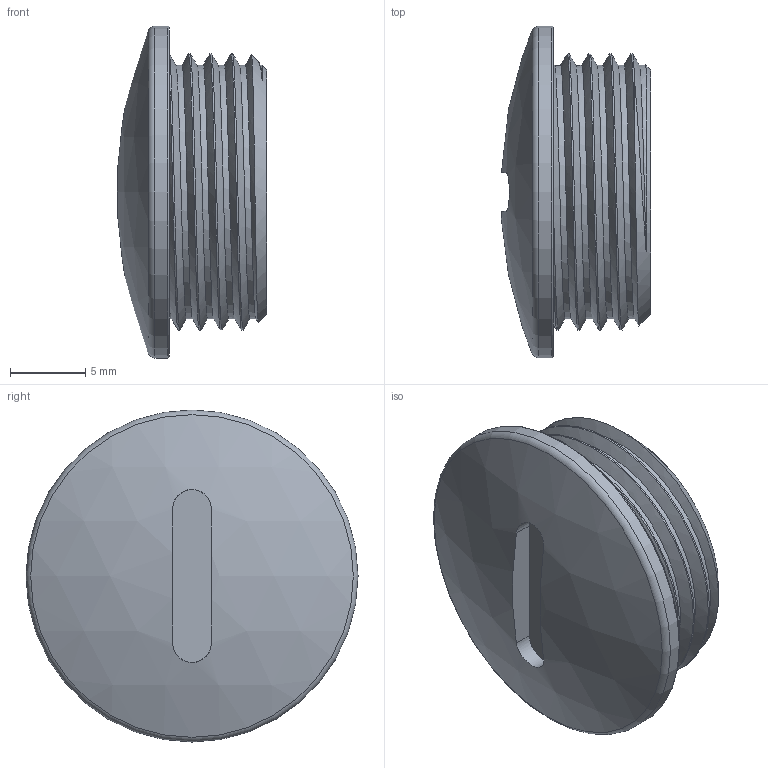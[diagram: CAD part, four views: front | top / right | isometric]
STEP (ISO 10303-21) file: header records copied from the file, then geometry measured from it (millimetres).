
FILE_DESCRIPTION(/* description */ ('Verschlussschraube PG 11'),/* implementation_level */ '2;1');
FILE_NAME(/* name */ '13007411-RST.stp',/* time_stamp */ '2022-01-12T10:14:34+01:00',/* author */ ('sl'),/* organization */ (''),/* preprocessor_version */ 'ST-DEVELOPER v16.5',/* originating_system */ 'Autodesk Inventor 2017',/* authorisation */ '');
FILE_SCHEMA (('AUTOMOTIVE_DESIGN { 1 0 10303 214 3 1 1 }'));
Length unit declared in the file: millimetre
Products named in the file (1): 13007411
Bounding box: 9.94 x 22.12 x 22.12 mm (x, y, z)
Volume: 1212.1 mm3; surface area: 1833.8 mm2
Topology: 1 solids, 1 shells, 27 faces, 62 edges, 40 vertices
Faces by surface type: plane 12, cylinder 7, torus 4, bspline 2, cone 1, sphere 1
Full cylindrical faces by diameter (mm): 5.34 x1, 14.78 x1, 22.12 x1
Entity records: 1641 total; most frequent: CARTESIAN_POINT 1041, DIRECTION 122, ORIENTED_EDGE 106, EDGE_CURVE 53, AXIS2_PLACEMENT_3D 53, VERTEX_POINT 37, EDGE_LOOP 36, FACE_OUTER_BOUND 27
